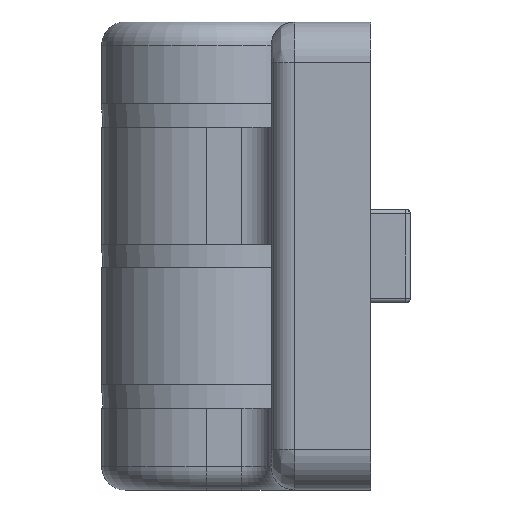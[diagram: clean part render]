
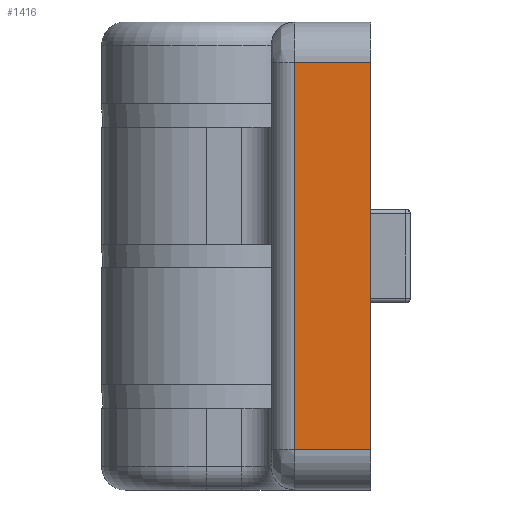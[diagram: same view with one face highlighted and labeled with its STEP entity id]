
A CAD part, left-side view. The second image highlights one B-rep face of the part: STEP entity #1416.
In plain terms, the highlighted face is planar.
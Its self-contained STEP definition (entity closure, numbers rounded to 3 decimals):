
#308=CARTESIAN_POINT('',(40.0,-7.5,36.5));
#309=VERTEX_POINT('',#308);
#342=CARTESIAN_POINT('',(40.0,-7.5,3.5));
#343=VERTEX_POINT('',#342);
#360=CARTESIAN_POINT('',(40.0,-7.5,36.5));
#361=DIRECTION('',(0.0,0.0,-1.0));
#362=VECTOR('',#361,33.0);
#363=LINE('',#360,#362);
#364=EDGE_CURVE('',#309,#343,#363,.T.);
#1374=CARTESIAN_POINT('',(40.0,-14.,3.5));
#1375=VERTEX_POINT('',#1374);
#1376=CARTESIAN_POINT('',(40.0,-7.5,3.5));
#1377=DIRECTION('',(0.0,-1.0,0.0));
#1378=VECTOR('',#1377,6.5);
#1379=LINE('',#1376,#1378);
#1380=EDGE_CURVE('',#343,#1375,#1379,.T.);
#1393=CARTESIAN_POINT('',(40.0,-5.5,0.0));
#1394=DIRECTION('',(1.0,0.0,0.0));
#1395=DIRECTION('',(0.0,0.0,-1.0));
#1396=AXIS2_PLACEMENT_3D('',#1393,#1394,#1395);
#1397=PLANE('',#1396);
#1398=ORIENTED_EDGE('',*,*,#364,.F.);
#1399=CARTESIAN_POINT('',(40.0,-14.,36.5));
#1400=VERTEX_POINT('',#1399);
#1401=CARTESIAN_POINT('',(40.0,-14.,36.5));
#1402=DIRECTION('',(0.0,1.0,0.0));
#1403=VECTOR('',#1402,6.5);
#1404=LINE('',#1401,#1403);
#1405=EDGE_CURVE('',#1400,#309,#1404,.T.);
#1406=ORIENTED_EDGE('',*,*,#1405,.F.);
#1407=CARTESIAN_POINT('',(40.0,-14.,3.5));
#1408=DIRECTION('',(0.0,0.0,1.0));
#1409=VECTOR('',#1408,33.0);
#1410=LINE('',#1407,#1409);
#1411=EDGE_CURVE('',#1375,#1400,#1410,.T.);
#1412=ORIENTED_EDGE('',*,*,#1411,.F.);
#1413=ORIENTED_EDGE('',*,*,#1380,.F.);
#1414=EDGE_LOOP('',(#1398,#1406,#1412,#1413));
#1415=FACE_OUTER_BOUND('',#1414,.T.);
#1416=ADVANCED_FACE('',(#1415),#1397,.T.);
